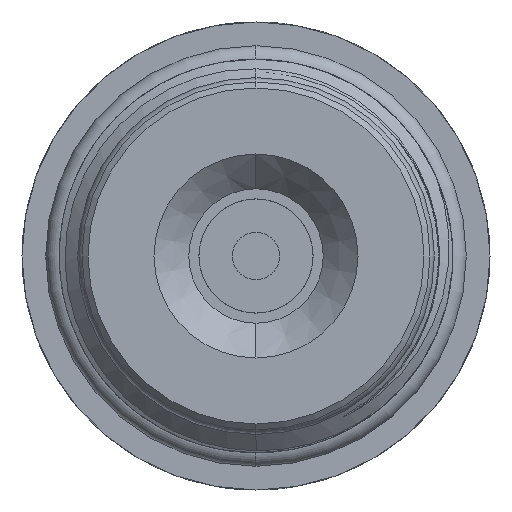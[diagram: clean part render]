
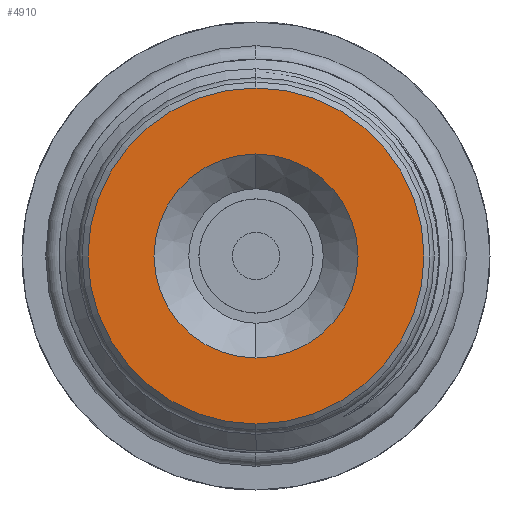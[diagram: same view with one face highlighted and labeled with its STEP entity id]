
A CAD part, left-side view. The second image highlights one B-rep face of the part: STEP entity #4910.
In plain terms, the highlighted planar face has unit normal (-1, 0, 0).
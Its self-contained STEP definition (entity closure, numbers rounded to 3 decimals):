
#351 = CIRCLE ( 'NONE', #3108, 14. ) ;
#634 = DIRECTION ( 'NONE',  ( 0., 0., -1. ) ) ;
#1318 = EDGE_CURVE ( 'NONE', #16738, #16236, #9972, .T. ) ;
#1468 = DIRECTION ( 'NONE',  ( -1., 0., 0. ) ) ;
#2109 = FACE_OUTER_BOUND ( 'NONE', #10336, .T. ) ;
#3108 = AXIS2_PLACEMENT_3D ( 'NONE', #10937, #15199, #16518 ) ;
#3143 = CARTESIAN_POINT ( 'NONE',  ( 0., 0., -8.5 ) ) ;
#3555 = DIRECTION ( 'NONE',  ( 1., 0., 0. ) ) ;
#3938 = CARTESIAN_POINT ( 'NONE',  ( 0., 0., 8.5 ) ) ;
#4344 = CARTESIAN_POINT ( 'NONE',  ( 0., 0., 0. ) ) ;
#4486 = CIRCLE ( 'NONE', #5332, 14. ) ;
#4910 = ADVANCED_FACE ( 'NONE', ( #2109, #8203 ), #17165, .F. ) ;
#5332 = AXIS2_PLACEMENT_3D ( 'NONE', #11692, #6330, #8961 ) ;
#5389 = EDGE_LOOP ( 'NONE', ( #16493, #11484 ) ) ;
#5500 = AXIS2_PLACEMENT_3D ( 'NONE', #7614, #3555, #634 ) ;
#6242 = CIRCLE ( 'NONE', #7147, 8.5 ) ;
#6295 = EDGE_CURVE ( 'NONE', #16236, #16738, #6242, .T. ) ;
#6330 = DIRECTION ( 'NONE',  ( -1., 0., 0. ) ) ;
#6763 = DIRECTION ( 'NONE',  ( 0., 0., 1. ) ) ;
#6878 = DIRECTION ( 'NONE',  ( -1., 0., 0. ) ) ;
#7147 = AXIS2_PLACEMENT_3D ( 'NONE', #4344, #1468, #8389 ) ;
#7614 = CARTESIAN_POINT ( 'NONE',  ( 0., 0., 0. ) ) ;
#7798 = EDGE_CURVE ( 'NONE', #11846, #14397, #4486, .T. ) ;
#8116 = EDGE_CURVE ( 'NONE', #14397, #11846, #351, .T. ) ;
#8203 = FACE_BOUND ( 'NONE', #5389, .T. ) ;
#8389 = DIRECTION ( 'NONE',  ( 0., 0., 1. ) ) ;
#8961 = DIRECTION ( 'NONE',  ( 0., 0., -1. ) ) ;
#9921 = AXIS2_PLACEMENT_3D ( 'NONE', #15181, #6878, #6763 ) ;
#9972 = CIRCLE ( 'NONE', #9921, 8.5 ) ;
#10336 = EDGE_LOOP ( 'NONE', ( #15295, #15416 ) ) ;
#10937 = CARTESIAN_POINT ( 'NONE',  ( 0., 0., 0. ) ) ;
#11484 = ORIENTED_EDGE ( 'NONE', *, *, #6295, .F. ) ;
#11692 = CARTESIAN_POINT ( 'NONE',  ( 0., 0., 0. ) ) ;
#11846 = VERTEX_POINT ( 'NONE', #13767 ) ;
#12009 = CARTESIAN_POINT ( 'NONE',  ( 0., 0., -14. ) ) ;
#13767 = CARTESIAN_POINT ( 'NONE',  ( 0., 0., 14. ) ) ;
#14397 = VERTEX_POINT ( 'NONE', #12009 ) ;
#15181 = CARTESIAN_POINT ( 'NONE',  ( 0., 0., 0. ) ) ;
#15199 = DIRECTION ( 'NONE',  ( -1., 0., 0. ) ) ;
#15295 = ORIENTED_EDGE ( 'NONE', *, *, #8116, .T. ) ;
#15416 = ORIENTED_EDGE ( 'NONE', *, *, #7798, .T. ) ;
#16236 = VERTEX_POINT ( 'NONE', #3143 ) ;
#16493 = ORIENTED_EDGE ( 'NONE', *, *, #1318, .F. ) ;
#16518 = DIRECTION ( 'NONE',  ( 0., 0., -1. ) ) ;
#16738 = VERTEX_POINT ( 'NONE', #3938 ) ;
#17165 = PLANE ( 'NONE',  #5500 ) ;
